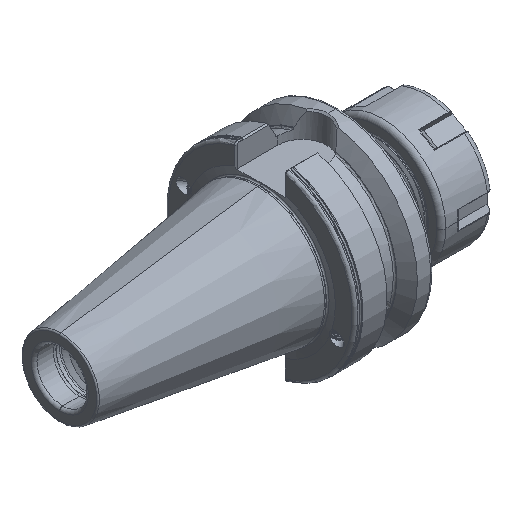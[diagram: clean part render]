
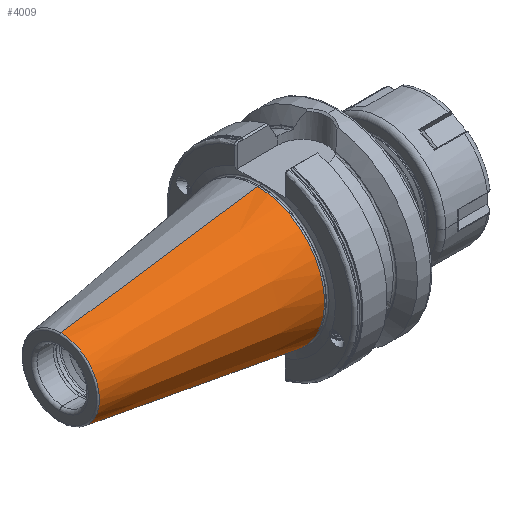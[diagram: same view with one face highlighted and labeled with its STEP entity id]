
A CAD part, isometric view. The second image highlights one B-rep face of the part: STEP entity #4009.
In plain terms, the highlighted conical face has half-angle 8.297 degrees and reference radius 22.24 mm.
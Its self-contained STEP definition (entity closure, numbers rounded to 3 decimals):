
#429 = AXIS2_PLACEMENT_3D ( 'NONE', #20649, #20658, #20641 ) ;
#617 = AXIS2_PLACEMENT_3D ( 'NONE', #6299, #6285, #6240 ) ;
#631 = AXIS2_PLACEMENT_3D ( 'NONE', #5612, #5601, #5605 ) ;
#755 = EDGE_CURVE ( 'NONE', #6410, #6491, #5005, .T. ) ;
#824 = EDGE_CURVE ( 'NONE', #6368, #6487, #5128, .T. ) ;
#3121 = EDGE_LOOP ( 'NONE', ( #9600, #9641, #9615, #9632 ) ) ;
#4009 = ADVANCED_FACE ( 'NONE', ( #14733 ), #14679, .T. ) ;
#5005 = CIRCLE ( 'NONE', #631, 12.75 ) ;
#5128 = CIRCLE ( 'NONE', #617, 22.24 ) ;
#5601 = DIRECTION ( 'NONE',  ( 1., 0., 0. ) ) ;
#5605 = DIRECTION ( 'NONE',  ( 0., 0., -1. ) ) ;
#5612 = CARTESIAN_POINT ( 'NONE',  ( -65.972, 0., 0. ) ) ;
#6240 = DIRECTION ( 'NONE',  ( 0., 0., -1. ) ) ;
#6285 = DIRECTION ( 'NONE',  ( 1., 0., 0. ) ) ;
#6299 = CARTESIAN_POINT ( 'NONE',  ( -0.9, 0., 0. ) ) ;
#6368 = VERTEX_POINT ( 'NONE', #16642 ) ;
#6410 = VERTEX_POINT ( 'NONE', #16759 ) ;
#6487 = VERTEX_POINT ( 'NONE', #16761 ) ;
#6491 = VERTEX_POINT ( 'NONE', #16737 ) ;
#7288 = CARTESIAN_POINT ( 'NONE',  ( -0.9, 0., -22.24 ) ) ;
#7289 = DIRECTION ( 'NONE',  ( 0.99, 0., -0.144 ) ) ;
#8947 = CARTESIAN_POINT ( 'NONE',  ( -0.9, 0., 22.24 ) ) ;
#8963 = DIRECTION ( 'NONE',  ( 0.99, 0., 0.144 ) ) ;
#9600 = ORIENTED_EDGE ( 'NONE', *, *, #14242, .F. ) ;
#9615 = ORIENTED_EDGE ( 'NONE', *, *, #14148, .T. ) ;
#9632 = ORIENTED_EDGE ( 'NONE', *, *, #824, .F. ) ;
#9641 = ORIENTED_EDGE ( 'NONE', *, *, #755, .T. ) ;
#14148 = EDGE_CURVE ( 'NONE', #6491, #6487, #15052, .T. ) ;
#14242 = EDGE_CURVE ( 'NONE', #6410, #6368, #15105, .T. ) ;
#14679 = CONICAL_SURFACE ( 'NONE', #429, 22.24, 0.145 ) ;
#14733 = FACE_OUTER_BOUND ( 'NONE', #3121, .T. ) ;
#15034 = VECTOR ( 'NONE', #7289, 1000. ) ;
#15052 = LINE ( 'NONE', #7288, #15034 ) ;
#15105 = LINE ( 'NONE', #8947, #15106 ) ;
#15106 = VECTOR ( 'NONE', #8963, 1000. ) ;
#16642 = CARTESIAN_POINT ( 'NONE',  ( -0.9, 0., 22.24 ) ) ;
#16737 = CARTESIAN_POINT ( 'NONE',  ( -65.972, 0., -12.75 ) ) ;
#16759 = CARTESIAN_POINT ( 'NONE',  ( -65.972, 0., 12.75 ) ) ;
#16761 = CARTESIAN_POINT ( 'NONE',  ( -0.9, 0., -22.24 ) ) ;
#20641 = DIRECTION ( 'NONE',  ( 0., 0., -1. ) ) ;
#20649 = CARTESIAN_POINT ( 'NONE',  ( -0.9, 0., 0. ) ) ;
#20658 = DIRECTION ( 'NONE',  ( 1., 0., 0. ) ) ;
